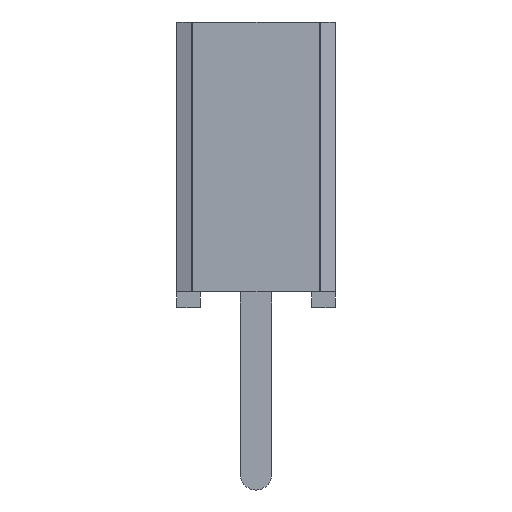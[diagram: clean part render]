
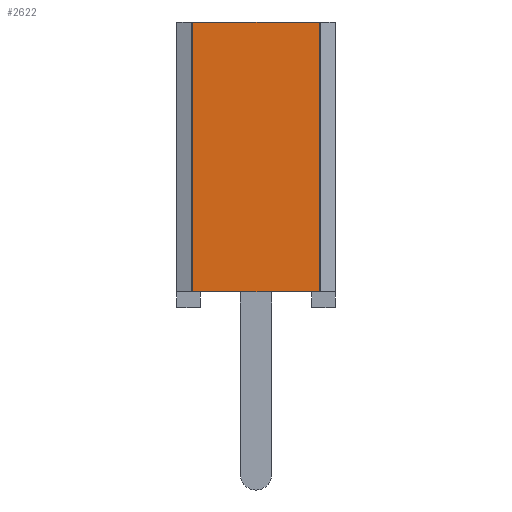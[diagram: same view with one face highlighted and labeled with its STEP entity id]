
A CAD part, left-side view. The second image highlights one B-rep face of the part: STEP entity #2622.
In plain terms, the highlighted planar face has unit normal (-1, 0, 0).
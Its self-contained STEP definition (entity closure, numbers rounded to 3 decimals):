
#2622 = ADVANCED_FACE('',(#2623),#2657,.F.);
#2623 = FACE_BOUND('',#2624,.T.);
#2624 = EDGE_LOOP('',(#2625,#2635,#2643,#2651));
#2625 = ORIENTED_EDGE('',*,*,#2626,.T.);
#2626 = EDGE_CURVE('',#2627,#2629,#2631,.T.);
#2627 = VERTEX_POINT('',#2628);
#2628 = CARTESIAN_POINT('',(-7.734,1.026,4.572));
#2629 = VERTEX_POINT('',#2630);
#2630 = CARTESIAN_POINT('',(-7.734,1.026,0.254));
#2631 = LINE('',#2632,#2633);
#2632 = CARTESIAN_POINT('',(-7.734,1.026,4.572));
#2633 = VECTOR('',#2634,1.);
#2634 = DIRECTION('',(0.,0.,-1.));
#2635 = ORIENTED_EDGE('',*,*,#2636,.T.);
#2636 = EDGE_CURVE('',#2629,#2637,#2639,.T.);
#2637 = VERTEX_POINT('',#2638);
#2638 = CARTESIAN_POINT('',(-7.734,-1.026,0.254));
#2639 = LINE('',#2640,#2641);
#2640 = CARTESIAN_POINT('',(-7.734,0.889,0.254));
#2641 = VECTOR('',#2642,1.);
#2642 = DIRECTION('',(0.,-1.,0.));
#2643 = ORIENTED_EDGE('',*,*,#2644,.T.);
#2644 = EDGE_CURVE('',#2637,#2645,#2647,.T.);
#2645 = VERTEX_POINT('',#2646);
#2646 = CARTESIAN_POINT('',(-7.734,-1.026,4.572));
#2647 = LINE('',#2648,#2649);
#2648 = CARTESIAN_POINT('',(-7.734,-1.026,4.572));
#2649 = VECTOR('',#2650,1.);
#2650 = DIRECTION('',(0.,0.,1.));
#2651 = ORIENTED_EDGE('',*,*,#2652,.F.);
#2652 = EDGE_CURVE('',#2627,#2645,#2653,.T.);
#2653 = LINE('',#2654,#2655);
#2654 = CARTESIAN_POINT('',(-7.734,1.27,4.572));
#2655 = VECTOR('',#2656,1.);
#2656 = DIRECTION('',(0.,-1.,0.));
#2657 = PLANE('',#2658);
#2658 = AXIS2_PLACEMENT_3D('',#2659,#2660,#2661);
#2659 = CARTESIAN_POINT('',(-7.734,1.27,4.572));
#2660 = DIRECTION('',(1.,0.,0.));
#2661 = DIRECTION('',(-0.,1.,0.));
